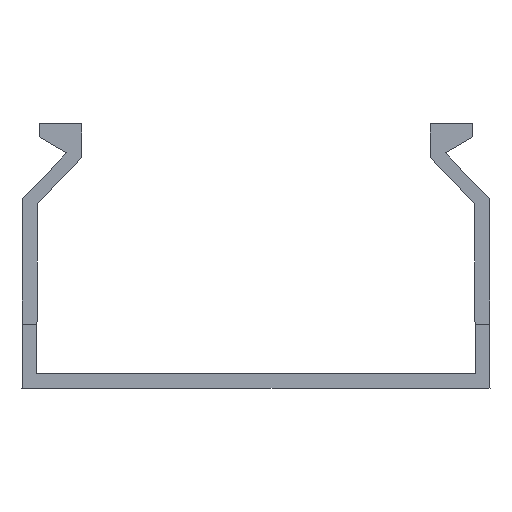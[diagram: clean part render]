
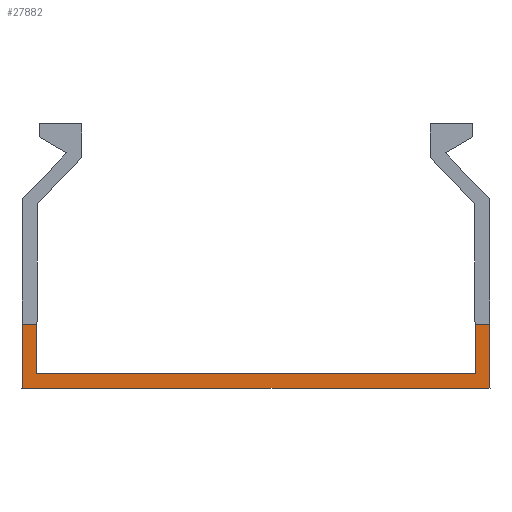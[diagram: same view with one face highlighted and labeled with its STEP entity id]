
A CAD part, front view. The second image highlights one B-rep face of the part: STEP entity #27882.
In plain terms, the highlighted planar face has unit normal (0, -1, 0).
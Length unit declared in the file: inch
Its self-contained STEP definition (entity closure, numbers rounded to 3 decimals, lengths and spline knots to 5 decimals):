
#121 = VERTEX_POINT ( 'NONE', #33223 ) ;
#139 = VERTEX_POINT ( 'NONE', #33239 ) ;
#2879 = LINE ( 'NONE', #5211, #2885 ) ;
#2885 = VECTOR ( 'NONE', #5213, 39.37008 ) ;
#4189 = CARTESIAN_POINT ( 'NONE',  ( 0.87395, 0., 0.18476 ) ) ;
#5211 = CARTESIAN_POINT ( 'NONE',  ( -0.81895, 0., 0.18452 ) ) ;
#5213 = DIRECTION ( 'NONE',  ( -1., 0., 0.004 ) ) ;
#7344 = LINE ( 'NONE', #40053, #7354 ) ;
#7348 = LINE ( 'NONE', #40044, #7350 ) ;
#7349 = LINE ( 'NONE', #40062, #7352 ) ;
#7350 = VECTOR ( 'NONE', #40035, 39.37008 ) ;
#7352 = VECTOR ( 'NONE', #40064, 39.37008 ) ;
#7354 = VECTOR ( 'NONE', #40066, 39.37008 ) ;
#7428 = LINE ( 'NONE', #40363, #7439 ) ;
#7433 = LINE ( 'NONE', #40349, #7435 ) ;
#7435 = VECTOR ( 'NONE', #40351, 39.37008 ) ;
#7439 = VECTOR ( 'NONE', #40376, 39.37008 ) ;
#8871 = FACE_OUTER_BOUND ( 'NONE', #29020, .T. ) ;
#9894 = AXIS2_PLACEMENT_3D ( 'NONE', #11288, #11291, #11292 ) ;
#11288 = CARTESIAN_POINT ( 'NONE',  ( 0.875, 0., -0.055 ) ) ;
#11289 = PLANE ( 'NONE',  #9894 ) ;
#11291 = DIRECTION ( 'NONE',  ( 0., -1., 0. ) ) ;
#11292 = DIRECTION ( 'NONE',  ( 0., 0., -1. ) ) ;
#11476 = CARTESIAN_POINT ( 'NONE',  ( 0.875, 0., -0.055 ) ) ;
#11481 = CARTESIAN_POINT ( 'NONE',  ( -0.875, 0., -0.055 ) ) ;
#15904 = VERTEX_POINT ( 'NONE', #4189 ) ;
#18537 = EDGE_CURVE ( 'NONE', #139, #121, #2879, .T. ) ;
#19078 = EDGE_CURVE ( 'NONE', #30292, #121, #7348, .T. ) ;
#19079 = EDGE_CURVE ( 'NONE', #30287, #30292, #7349, .T. ) ;
#19080 = EDGE_CURVE ( 'NONE', #30287, #15904, #7344, .T. ) ;
#21460 = EDGE_CURVE ( 'NONE', #51225, #139, #7433, .T. ) ;
#21467 = EDGE_CURVE ( 'NONE', #15904, #51039, #7428, .T. ) ;
#27882 = ADVANCED_FACE ( 'NONE', ( #8871 ), #11289, .T. ) ;
#29020 = EDGE_LOOP ( 'NONE', ( #30495, #30496, #30497, #30498, #30499, #30500, #30501, #30502 ) ) ;
#30287 = VERTEX_POINT ( 'NONE', #11476 ) ;
#30292 = VERTEX_POINT ( 'NONE', #11481 ) ;
#30495 = ORIENTED_EDGE ( 'NONE', *, *, #52031, .T. ) ;
#30496 = ORIENTED_EDGE ( 'NONE', *, *, #21460, .T. ) ;
#30497 = ORIENTED_EDGE ( 'NONE', *, *, #18537, .T. ) ;
#30498 = ORIENTED_EDGE ( 'NONE', *, *, #19078, .F. ) ;
#30499 = ORIENTED_EDGE ( 'NONE', *, *, #19079, .F. ) ;
#30500 = ORIENTED_EDGE ( 'NONE', *, *, #19080, .T. ) ;
#30501 = ORIENTED_EDGE ( 'NONE', *, *, #21467, .T. ) ;
#30502 = ORIENTED_EDGE ( 'NONE', *, *, #49518, .T. ) ;
#33223 = CARTESIAN_POINT ( 'NONE',  ( -0.87395, 0., 0.18476 ) ) ;
#33239 = CARTESIAN_POINT ( 'NONE',  ( -0.81895, 0., 0.18452 ) ) ;
#34752 = CARTESIAN_POINT ( 'NONE',  ( 0.81895, 0., 0.18452 ) ) ;
#34754 = DIRECTION ( 'NONE',  ( 0.004, 0., -1. ) ) ;
#35558 = CARTESIAN_POINT ( 'NONE',  ( 0.81895, 0., 0.18452 ) ) ;
#35562 = CARTESIAN_POINT ( 'NONE',  ( 0.81976, 0., 0. ) ) ;
#35746 = CARTESIAN_POINT ( 'NONE',  ( -0.81976, 0., 0. ) ) ;
#36353 = CARTESIAN_POINT ( 'NONE',  ( 0.875, 0., 0. ) ) ;
#36354 = DIRECTION ( 'NONE',  ( -1., 0., 0. ) ) ;
#36844 = LINE ( 'NONE', #36353, #36848 ) ;
#36848 = VECTOR ( 'NONE', #36354, 39.37008 ) ;
#40035 = DIRECTION ( 'NONE',  ( 0.004, 0., 1. ) ) ;
#40044 = CARTESIAN_POINT ( 'NONE',  ( -0.8719, 0., 0.65493 ) ) ;
#40053 = CARTESIAN_POINT ( 'NONE',  ( 0.875, 0., -0.055 ) ) ;
#40062 = CARTESIAN_POINT ( 'NONE',  ( -0.875, 0., -0.055 ) ) ;
#40064 = DIRECTION ( 'NONE',  ( -1., 0., 0. ) ) ;
#40066 = DIRECTION ( 'NONE',  ( -0.004, 0., 1. ) ) ;
#40349 = CARTESIAN_POINT ( 'NONE',  ( -0.81976, 0., 0. ) ) ;
#40351 = DIRECTION ( 'NONE',  ( 0.004, 0., 1. ) ) ;
#40363 = CARTESIAN_POINT ( 'NONE',  ( 0.87395, 0., 0.18476 ) ) ;
#40376 = DIRECTION ( 'NONE',  ( -1., 0., -0.004 ) ) ;
#49518 = EDGE_CURVE ( 'NONE', #51039, #51043, #55546, .T. ) ;
#51039 = VERTEX_POINT ( 'NONE', #35558 ) ;
#51043 = VERTEX_POINT ( 'NONE', #35562 ) ;
#51225 = VERTEX_POINT ( 'NONE', #35746 ) ;
#52031 = EDGE_CURVE ( 'NONE', #51043, #51225, #36844, .T. ) ;
#55546 = LINE ( 'NONE', #34752, #55549 ) ;
#55549 = VECTOR ( 'NONE', #34754, 39.37008 ) ;
